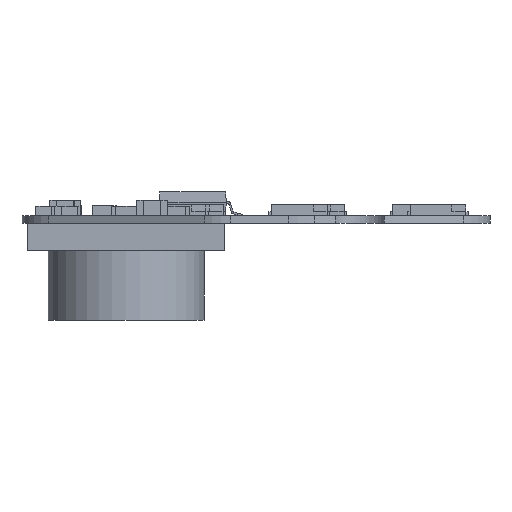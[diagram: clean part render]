
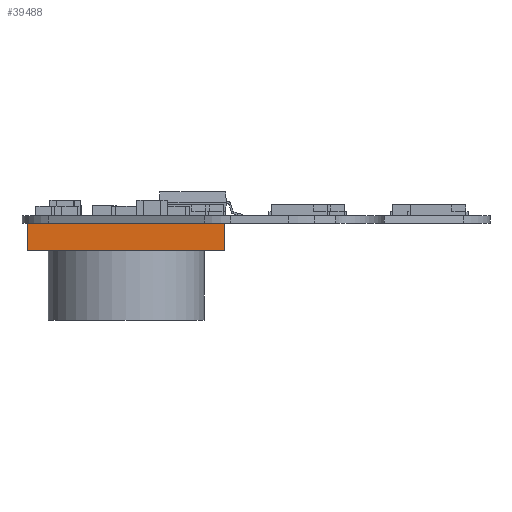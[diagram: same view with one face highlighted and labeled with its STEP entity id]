
A CAD part, front view. The second image highlights one B-rep face of the part: STEP entity #39488.
In plain terms, the highlighted face is planar.
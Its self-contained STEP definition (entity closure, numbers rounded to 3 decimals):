
#39003 = PLANE('',#39004);
#39004 = AXIS2_PLACEMENT_3D('',#39005,#39006,#39007);
#39005 = CARTESIAN_POINT('',(0.,0.,1.6));
#39006 = DIRECTION('',(0.,0.,-1.));
#39007 = DIRECTION('',(-1.,0.,0.));
#39118 = VERTEX_POINT('',#39119);
#39119 = CARTESIAN_POINT('',(5.7,15.5,1.6));
#39133 = PLANE('',#39134);
#39134 = AXIS2_PLACEMENT_3D('',#39135,#39136,#39137);
#39135 = CARTESIAN_POINT('',(5.7,-15.5,1.6));
#39136 = DIRECTION('',(-1.,0.,0.));
#39137 = DIRECTION('',(0.,0.,1.));
#39145 = EDGE_CURVE('',#39118,#39146,#39148,.T.);
#39146 = VERTEX_POINT('',#39147);
#39147 = CARTESIAN_POINT('',(-5.7,15.5,1.6));
#39148 = SURFACE_CURVE('',#39149,(#39153,#39160),.PCURVE_S1.);
#39149 = LINE('',#39150,#39151);
#39150 = CARTESIAN_POINT('',(5.7,15.5,1.6));
#39151 = VECTOR('',#39152,1.);
#39152 = DIRECTION('',(-1.,0.,0.));
#39153 = PCURVE('',#39003,#39154);
#39154 = DEFINITIONAL_REPRESENTATION('',(#39155),#39159);
#39155 = LINE('',#39156,#39157);
#39156 = CARTESIAN_POINT('',(-5.7,15.5));
#39157 = VECTOR('',#39158,1.);
#39158 = DIRECTION('',(1.,0.));
#39159 = ( GEOMETRIC_REPRESENTATION_CONTEXT(2) 
PARAMETRIC_REPRESENTATION_CONTEXT() REPRESENTATION_CONTEXT('2D SPACE',''
  ) );
#39160 = PCURVE('',#39161,#39166);
#39161 = PLANE('',#39162);
#39162 = AXIS2_PLACEMENT_3D('',#39163,#39164,#39165);
#39163 = CARTESIAN_POINT('',(5.7,15.5,1.6));
#39164 = DIRECTION('',(0.,-1.,0.));
#39165 = DIRECTION('',(0.,0.,-1.));
#39166 = DEFINITIONAL_REPRESENTATION('',(#39167),#39171);
#39167 = LINE('',#39168,#39169);
#39168 = CARTESIAN_POINT('',(0.,0.));
#39169 = VECTOR('',#39170,1.);
#39170 = DIRECTION('',(0.,-1.));
#39171 = ( GEOMETRIC_REPRESENTATION_CONTEXT(2) 
PARAMETRIC_REPRESENTATION_CONTEXT() REPRESENTATION_CONTEXT('2D SPACE',''
  ) );
#39187 = PLANE('',#39188);
#39188 = AXIS2_PLACEMENT_3D('',#39189,#39190,#39191);
#39189 = CARTESIAN_POINT('',(-5.7,-15.5,1.6));
#39190 = DIRECTION('',(1.,0.,0.));
#39191 = DIRECTION('',(0.,0.,-1.));
#39385 = PLANE('',#39386);
#39386 = AXIS2_PLACEMENT_3D('',#39387,#39388,#39389);
#39387 = CARTESIAN_POINT('',(0.,0.,0.));
#39388 = DIRECTION('',(0.,0.,-1.));
#39389 = DIRECTION('',(-1.,0.,0.));
#39444 = VERTEX_POINT('',#39445);
#39445 = CARTESIAN_POINT('',(5.7,15.5,0.));
#39466 = EDGE_CURVE('',#39118,#39444,#39467,.T.);
#39467 = SURFACE_CURVE('',#39468,(#39472,#39479),.PCURVE_S1.);
#39468 = LINE('',#39469,#39470);
#39469 = CARTESIAN_POINT('',(5.7,15.5,1.6));
#39470 = VECTOR('',#39471,1.);
#39471 = DIRECTION('',(0.,0.,-1.));
#39472 = PCURVE('',#39133,#39473);
#39473 = DEFINITIONAL_REPRESENTATION('',(#39474),#39478);
#39474 = LINE('',#39475,#39476);
#39475 = CARTESIAN_POINT('',(0.,31.));
#39476 = VECTOR('',#39477,1.);
#39477 = DIRECTION('',(-1.,0.));
#39478 = ( GEOMETRIC_REPRESENTATION_CONTEXT(2) 
PARAMETRIC_REPRESENTATION_CONTEXT() REPRESENTATION_CONTEXT('2D SPACE',''
  ) );
#39479 = PCURVE('',#39161,#39480);
#39480 = DEFINITIONAL_REPRESENTATION('',(#39481),#39485);
#39481 = LINE('',#39482,#39483);
#39482 = CARTESIAN_POINT('',(0.,0.));
#39483 = VECTOR('',#39484,1.);
#39484 = DIRECTION('',(1.,0.));
#39485 = ( GEOMETRIC_REPRESENTATION_CONTEXT(2) 
PARAMETRIC_REPRESENTATION_CONTEXT() REPRESENTATION_CONTEXT('2D SPACE',''
  ) );
#39488 = ADVANCED_FACE('',(#39489),#39161,.F.);
#39489 = FACE_BOUND('',#39490,.T.);
#39490 = EDGE_LOOP('',(#39491,#39514,#39535,#39536));
#39491 = ORIENTED_EDGE('',*,*,#39492,.T.);
#39492 = EDGE_CURVE('',#39444,#39493,#39495,.T.);
#39493 = VERTEX_POINT('',#39494);
#39494 = CARTESIAN_POINT('',(-5.7,15.5,0.));
#39495 = SURFACE_CURVE('',#39496,(#39500,#39507),.PCURVE_S1.);
#39496 = LINE('',#39497,#39498);
#39497 = CARTESIAN_POINT('',(5.7,15.5,0.));
#39498 = VECTOR('',#39499,1.);
#39499 = DIRECTION('',(-1.,0.,0.));
#39500 = PCURVE('',#39161,#39501);
#39501 = DEFINITIONAL_REPRESENTATION('',(#39502),#39506);
#39502 = LINE('',#39503,#39504);
#39503 = CARTESIAN_POINT('',(1.6,0.));
#39504 = VECTOR('',#39505,1.);
#39505 = DIRECTION('',(0.,-1.));
#39506 = ( GEOMETRIC_REPRESENTATION_CONTEXT(2) 
PARAMETRIC_REPRESENTATION_CONTEXT() REPRESENTATION_CONTEXT('2D SPACE',''
  ) );
#39507 = PCURVE('',#39385,#39508);
#39508 = DEFINITIONAL_REPRESENTATION('',(#39509),#39513);
#39509 = LINE('',#39510,#39511);
#39510 = CARTESIAN_POINT('',(-5.7,15.5));
#39511 = VECTOR('',#39512,1.);
#39512 = DIRECTION('',(1.,0.));
#39513 = ( GEOMETRIC_REPRESENTATION_CONTEXT(2) 
PARAMETRIC_REPRESENTATION_CONTEXT() REPRESENTATION_CONTEXT('2D SPACE',''
  ) );
#39514 = ORIENTED_EDGE('',*,*,#39515,.F.);
#39515 = EDGE_CURVE('',#39146,#39493,#39516,.T.);
#39516 = SURFACE_CURVE('',#39517,(#39521,#39528),.PCURVE_S1.);
#39517 = LINE('',#39518,#39519);
#39518 = CARTESIAN_POINT('',(-5.7,15.5,1.6));
#39519 = VECTOR('',#39520,1.);
#39520 = DIRECTION('',(0.,0.,-1.));
#39521 = PCURVE('',#39161,#39522);
#39522 = DEFINITIONAL_REPRESENTATION('',(#39523),#39527);
#39523 = LINE('',#39524,#39525);
#39524 = CARTESIAN_POINT('',(0.,-11.4));
#39525 = VECTOR('',#39526,1.);
#39526 = DIRECTION('',(1.,0.));
#39527 = ( GEOMETRIC_REPRESENTATION_CONTEXT(2) 
PARAMETRIC_REPRESENTATION_CONTEXT() REPRESENTATION_CONTEXT('2D SPACE',''
  ) );
#39528 = PCURVE('',#39187,#39529);
#39529 = DEFINITIONAL_REPRESENTATION('',(#39530),#39534);
#39530 = LINE('',#39531,#39532);
#39531 = CARTESIAN_POINT('',(0.,31.));
#39532 = VECTOR('',#39533,1.);
#39533 = DIRECTION('',(1.,0.));
#39534 = ( GEOMETRIC_REPRESENTATION_CONTEXT(2) 
PARAMETRIC_REPRESENTATION_CONTEXT() REPRESENTATION_CONTEXT('2D SPACE',''
  ) );
#39535 = ORIENTED_EDGE('',*,*,#39145,.F.);
#39536 = ORIENTED_EDGE('',*,*,#39466,.T.);
